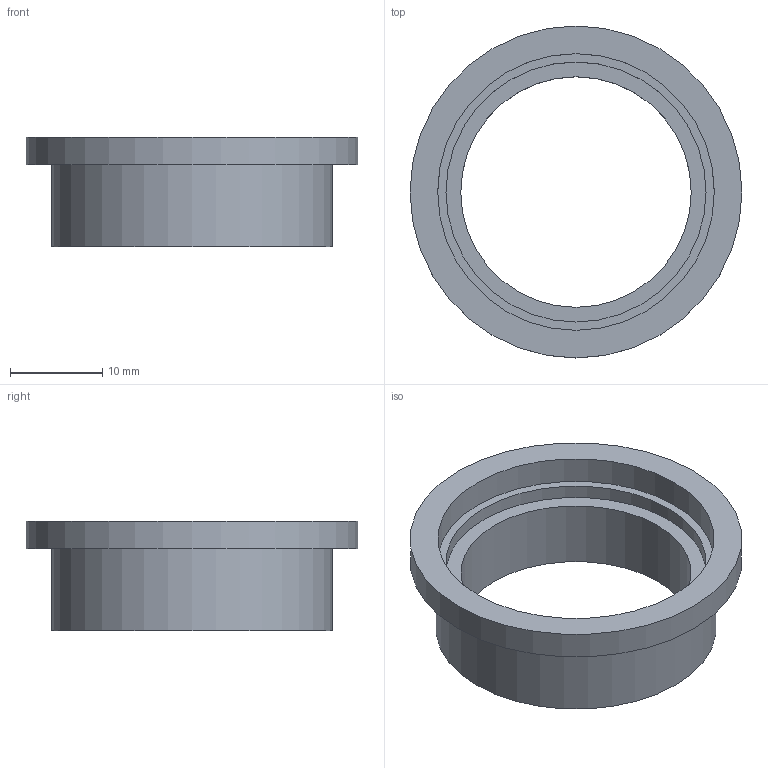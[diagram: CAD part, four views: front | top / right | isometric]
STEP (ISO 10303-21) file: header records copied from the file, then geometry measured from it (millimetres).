
FILE_DESCRIPTION(('FreeCAD Model'),'2;1');
FILE_NAME('Open CASCADE Shape Model','2024-12-29T13:55:01',(''),(''), 'Open CASCADE STEP processor 7.8','FreeCAD','Unknown');
FILE_SCHEMA(('AUTOMOTIVE_DESIGN { 1 0 10303 214 1 1 1 1 }'));
Length unit declared in the file: millimetre
Products named in the file (1): graticule holder
Bounding box: 36 x 36 x 11.9 mm (x, y, z)
Volume: 2823.6 mm3; surface area: 3240.1 mm2
Topology: 1 solids, 1 shells, 10 faces, 15 edges, 10 vertices
Faces by surface type: cylinder 5, plane 5
Full cylindrical faces by diameter (mm): 25 x1, 28.2 x1, 30 x1, 30.4 x1, 36 x1
Entity records: 450 total; most frequent: DIRECTION 77, CARTESIAN_POINT 66, ORIENTED_EDGE 30, PCURVE 30, DEFINITIONAL_REPRESENTATION 30, LINE 25, VECTOR 25, AXIS2_PLACEMENT_3D 21
